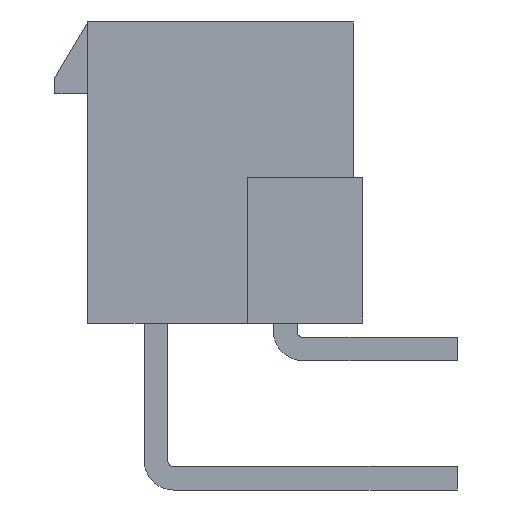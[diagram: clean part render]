
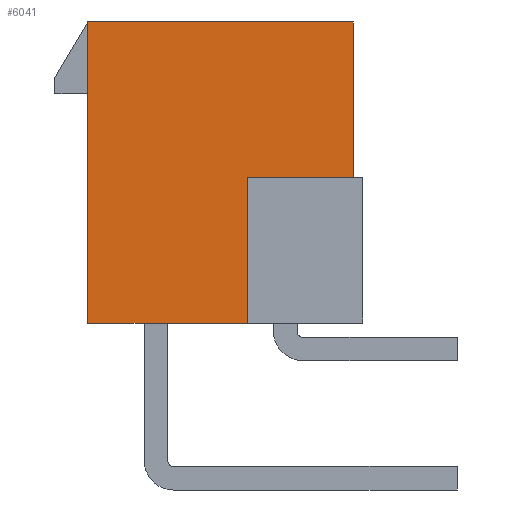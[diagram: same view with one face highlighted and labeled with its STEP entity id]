
A CAD part, left-side view. The second image highlights one B-rep face of the part: STEP entity #6041.
In plain terms, the highlighted planar face has unit normal (-1, 0, 0).
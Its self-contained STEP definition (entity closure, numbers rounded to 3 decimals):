
#257=DIRECTION('',(0.,-1.,0.));
#258=VECTOR('',#257,6.8);
#259=CARTESIAN_POINT('',(-17.4,5.65,0.));
#260=LINE('',#259,#258);
#625=DIRECTION('',(0.,-1.,0.));
#626=VECTOR('',#625,11.3);
#627=CARTESIAN_POINT('',(-17.4,5.65,12.8));
#628=LINE('',#627,#626);
#1009=DIRECTION('',(0.,0.,-1.));
#1010=VECTOR('',#1009,6.6);
#1011=CARTESIAN_POINT('',(-17.4,-5.65,12.8));
#1012=LINE('',#1011,#1010);
#1013=DIRECTION('',(0.,0.,1.));
#1014=VECTOR('',#1013,6.2);
#1015=CARTESIAN_POINT('',(-17.4,-1.15,0.));
#1016=LINE('',#1015,#1014);
#1017=DIRECTION('',(0.,0.,1.));
#1018=VECTOR('',#1017,12.8);
#1019=CARTESIAN_POINT('',(-17.4,5.65,0.));
#1020=LINE('',#1019,#1018);
#1085=DIRECTION('',(0.,-1.,0.));
#1086=VECTOR('',#1085,4.5);
#1087=CARTESIAN_POINT('',(-17.4,-1.15,6.2));
#1088=LINE('',#1087,#1086);
#3934=CARTESIAN_POINT('',(-17.4,5.65,0.));
#3936=VERTEX_POINT('',#3934);
#3937=CARTESIAN_POINT('',(-17.4,-5.65,12.8));
#3939=VERTEX_POINT('',#3937);
#3943=CARTESIAN_POINT('',(-17.4,5.65,12.8));
#3944=VERTEX_POINT('',#3943);
#5107=CARTESIAN_POINT('',(-17.4,-1.15,0.));
#5108=CARTESIAN_POINT('',(-17.4,-1.15,6.2));
#5109=VERTEX_POINT('',#5107);
#5110=VERTEX_POINT('',#5108);
#5199=CARTESIAN_POINT('',(-17.4,-5.65,6.2));
#5200=VERTEX_POINT('',#5199);
#6025=CARTESIAN_POINT('',(-17.4,5.65,0.));
#6026=DIRECTION('',(-1.,0.,0.));
#6027=DIRECTION('',(0.,-1.,0.));
#6028=AXIS2_PLACEMENT_3D('',#6025,#6026,#6027);
#6029=PLANE('',#6028);
#6031=ORIENTED_EDGE('',*,*,#6030,.T.);
#6033=ORIENTED_EDGE('',*,*,#6032,.F.);
#6035=ORIENTED_EDGE('',*,*,#6034,.F.);
#6036=ORIENTED_EDGE('',*,*,#5206,.F.);
#6037=ORIENTED_EDGE('',*,*,#6012,.T.);
#6038=ORIENTED_EDGE('',*,*,#5765,.T.);
#6039=EDGE_LOOP('',(#6031,#6033,#6035,#6036,#6037,#6038));
#6040=FACE_OUTER_BOUND('',#6039,.F.);
#6041=ADVANCED_FACE('',(#6040),#6029,.T.);
#5206=EDGE_CURVE('',#3936,#5109,#260,.T.);
#5765=EDGE_CURVE('',#3944,#3939,#628,.T.);
#6012=EDGE_CURVE('',#3936,#3944,#1020,.T.);
#6030=EDGE_CURVE('',#3939,#5200,#1012,.T.);
#6032=EDGE_CURVE('',#5110,#5200,#1088,.T.);
#6034=EDGE_CURVE('',#5109,#5110,#1016,.T.);
